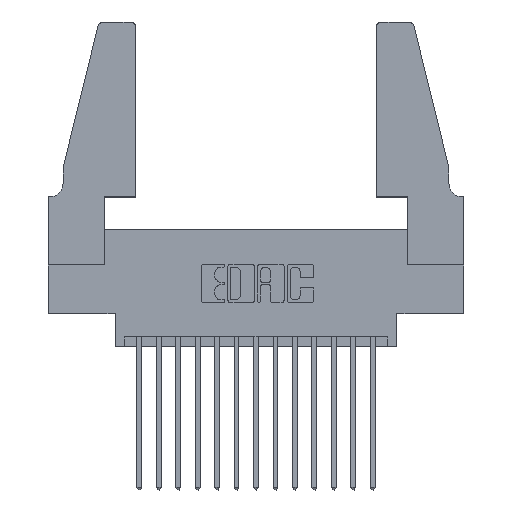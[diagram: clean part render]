
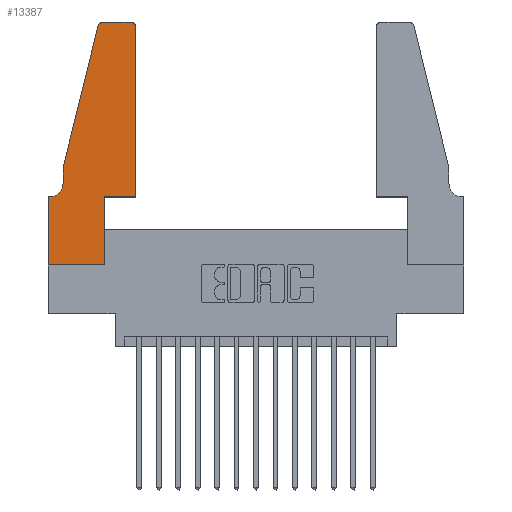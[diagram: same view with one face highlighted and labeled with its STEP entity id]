
A CAD part, top view. The second image highlights one B-rep face of the part: STEP entity #13387.
In plain terms, the highlighted planar face has unit normal (0, 0, 1).
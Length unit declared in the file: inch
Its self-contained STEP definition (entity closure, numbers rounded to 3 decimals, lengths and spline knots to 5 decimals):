
#357 = DIRECTION ( 'NONE',  ( 0., -1., 0. ) ) ;
#360 = CARTESIAN_POINT ( 'NONE',  ( 0., 0., 0.37 ) ) ;
#439 = EDGE_CURVE ( 'NONE', #15651, #12766, #16279, .T. ) ;
#507 = DIRECTION ( 'NONE',  ( 1., 0., 0. ) ) ;
#546 = VECTOR ( 'NONE', #1840, 39.37008 ) ;
#550 = AXIS2_PLACEMENT_3D ( 'NONE', #15680, #8214, #507 ) ;
#967 = CARTESIAN_POINT ( 'NONE',  ( 0.0755, 0.5, 0.37 ) ) ;
#1840 = DIRECTION ( 'NONE',  ( 0., 1., 0. ) ) ;
#1990 = CARTESIAN_POINT ( 'NONE',  ( 0.0755, 0.35, 0.37 ) ) ;
#2149 = EDGE_CURVE ( 'NONE', #4641, #9374, #9014, .T. ) ;
#2283 = CARTESIAN_POINT ( 'NONE',  ( 0.4505, 1.22, 0.37 ) ) ;
#2299 = VECTOR ( 'NONE', #7161, 39.37008 ) ;
#2304 = CARTESIAN_POINT ( 'NONE',  ( 0.0055, 0.35, 0.37 ) ) ;
#2422 = DIRECTION ( 'NONE',  ( 0., 0., 1. ) ) ;
#2493 = AXIS2_PLACEMENT_3D ( 'NONE', #8329, #5820, #14606 ) ;
#2886 = DIRECTION ( 'NONE',  ( 0., 1., 0. ) ) ;
#3482 = VECTOR ( 'NONE', #2886, 39.37008 ) ;
#3642 = CARTESIAN_POINT ( 'NONE',  ( 0.25487, 1.22718, 0.37 ) ) ;
#4143 = CARTESIAN_POINT ( 'NONE',  ( 0.0755, 0.5, 0.37 ) ) ;
#4157 = DIRECTION ( 'NONE',  ( 0., 0., -1. ) ) ;
#4164 = ORIENTED_EDGE ( 'NONE', *, *, #439, .T. ) ;
#4183 = ORIENTED_EDGE ( 'NONE', *, *, #2149, .T. ) ;
#4284 = VERTEX_POINT ( 'NONE', #14198 ) ;
#4463 = ORIENTED_EDGE ( 'NONE', *, *, #13648, .T. ) ;
#4464 = ORIENTED_EDGE ( 'NONE', *, *, #7080, .T. ) ;
#4477 = ORIENTED_EDGE ( 'NONE', *, *, #9294, .T. ) ;
#4641 = VERTEX_POINT ( 'NONE', #15034 ) ;
#4744 = ORIENTED_EDGE ( 'NONE', *, *, #10966, .T. ) ;
#4972 = AXIS2_PLACEMENT_3D ( 'NONE', #11713, #4157, #12961 ) ;
#5009 = CARTESIAN_POINT ( 'NONE',  ( 0.2865, 0., 0.37 ) ) ;
#5225 = VECTOR ( 'NONE', #357, 39.37008 ) ;
#5741 = LINE ( 'NONE', #1990, #2299 ) ;
#5820 = DIRECTION ( 'NONE',  ( 0., 0., 1. ) ) ;
#5872 = LINE ( 'NONE', #13492, #8844 ) ;
#5960 = DIRECTION ( 'NONE',  ( 1., 0., 0. ) ) ;
#6108 = DIRECTION ( 'NONE',  ( -0.239, -0.971, 0. ) ) ;
#6124 = VERTEX_POINT ( 'NONE', #14146 ) ;
#6133 = ORIENTED_EDGE ( 'NONE', *, *, #7215, .T. ) ;
#6195 = LINE ( 'NONE', #10905, #16184 ) ;
#6411 = ORIENTED_EDGE ( 'NONE', *, *, #11893, .T. ) ;
#6469 = CARTESIAN_POINT ( 'NONE',  ( 0.2605, 1.25, 0.37 ) ) ;
#7080 = EDGE_CURVE ( 'NONE', #9850, #4284, #12572, .T. ) ;
#7161 = DIRECTION ( 'NONE',  ( -1., 0., 0. ) ) ;
#7215 = EDGE_CURVE ( 'NONE', #14287, #6124, #9846, .T. ) ;
#7495 = EDGE_CURVE ( 'NONE', #9374, #14287, #5872, .T. ) ;
#7579 = DIRECTION ( 'NONE',  ( 0., -1., 0. ) ) ;
#7997 = ORIENTED_EDGE ( 'NONE', *, *, #9229, .T. ) ;
#8214 = DIRECTION ( 'NONE',  ( 0., 0., 1. ) ) ;
#8329 = CARTESIAN_POINT ( 'NONE',  ( 0., 0.35, 0.37 ) ) ;
#8394 = ORIENTED_EDGE ( 'NONE', *, *, #15096, .T. ) ;
#8748 = LINE ( 'NONE', #967, #11311 ) ;
#8844 = VECTOR ( 'NONE', #5960, 39.37008 ) ;
#8964 = CIRCLE ( 'NONE', #13543, 0.03 ) ;
#9014 = LINE ( 'NONE', #360, #5225 ) ;
#9229 = EDGE_CURVE ( 'NONE', #10317, #10329, #13683, .T. ) ;
#9267 = VECTOR ( 'NONE', #14002, 39.37008 ) ;
#9294 = EDGE_CURVE ( 'NONE', #6124, #10317, #6195, .T. ) ;
#9374 = VERTEX_POINT ( 'NONE', #15679 ) ;
#9519 = CARTESIAN_POINT ( 'NONE',  ( 0.4505, 0.35, 0.37 ) ) ;
#9571 = DIRECTION ( 'NONE',  ( 1., 0., 0. ) ) ;
#9641 = VERTEX_POINT ( 'NONE', #3642 ) ;
#9846 = LINE ( 'NONE', #11765, #3482 ) ;
#9850 = VERTEX_POINT ( 'NONE', #14117 ) ;
#9903 = CARTESIAN_POINT ( 'NONE',  ( 0.4505, 0.35, 0.37 ) ) ;
#10092 = CARTESIAN_POINT ( 'NONE',  ( 0.284, 1.22, 0.37 ) ) ;
#10317 = VERTEX_POINT ( 'NONE', #9903 ) ;
#10329 = VERTEX_POINT ( 'NONE', #2283 ) ;
#10905 = CARTESIAN_POINT ( 'NONE',  ( 0.4505, 0.35, 0.37 ) ) ;
#10966 = EDGE_CURVE ( 'NONE', #9641, #15651, #8748, .T. ) ;
#11045 = ORIENTED_EDGE ( 'NONE', *, *, #14685, .T. ) ;
#11311 = VECTOR ( 'NONE', #6108, 39.37008 ) ;
#11344 = DIRECTION ( 'NONE',  ( 1., 0., 0. ) ) ;
#11713 = CARTESIAN_POINT ( 'NONE',  ( 0.0055, 0.42, 0.37 ) ) ;
#11765 = CARTESIAN_POINT ( 'NONE',  ( 0.2865, 0.35, 0.37 ) ) ;
#11893 = EDGE_CURVE ( 'NONE', #12766, #13620, #15254, .T. ) ;
#11897 = CARTESIAN_POINT ( 'NONE',  ( 0.0755, 0.5, 0.37 ) ) ;
#12274 = ORIENTED_EDGE ( 'NONE', *, *, #7495, .T. ) ;
#12486 = FACE_OUTER_BOUND ( 'NONE', #14401, .T. ) ;
#12572 = LINE ( 'NONE', #6469, #9267 ) ;
#12766 = VERTEX_POINT ( 'NONE', #13381 ) ;
#12961 = DIRECTION ( 'NONE',  ( -1., 0., 0. ) ) ;
#12988 = VECTOR ( 'NONE', #7579, 39.37008 ) ;
#13219 = CIRCLE ( 'NONE', #550, 0.03 ) ;
#13356 = PLANE ( 'NONE',  #2493 ) ;
#13381 = CARTESIAN_POINT ( 'NONE',  ( 0.0755, 0.42, 0.37 ) ) ;
#13387 = ADVANCED_FACE ( 'NONE', ( #12486 ), #13356, .T. ) ;
#13492 = CARTESIAN_POINT ( 'NONE',  ( 0., 0., 0.37 ) ) ;
#13543 = AXIS2_PLACEMENT_3D ( 'NONE', #10092, #2422, #11344 ) ;
#13620 = VERTEX_POINT ( 'NONE', #2304 ) ;
#13648 = EDGE_CURVE ( 'NONE', #4284, #9641, #8964, .T. ) ;
#13683 = LINE ( 'NONE', #9519, #546 ) ;
#14002 = DIRECTION ( 'NONE',  ( -1., 0., 0. ) ) ;
#14117 = CARTESIAN_POINT ( 'NONE',  ( 0.4205, 1.25, 0.37 ) ) ;
#14146 = CARTESIAN_POINT ( 'NONE',  ( 0.2865, 0.35, 0.37 ) ) ;
#14198 = CARTESIAN_POINT ( 'NONE',  ( 0.284, 1.25, 0.37 ) ) ;
#14287 = VERTEX_POINT ( 'NONE', #5009 ) ;
#14401 = EDGE_LOOP ( 'NONE', ( #4464, #4463, #4744, #4164, #6411, #11045, #4183, #12274, #6133, #4477, #7997, #8394 ) ) ;
#14606 = DIRECTION ( 'NONE',  ( 1., 0., 0. ) ) ;
#14685 = EDGE_CURVE ( 'NONE', #13620, #4641, #5741, .T. ) ;
#15034 = CARTESIAN_POINT ( 'NONE',  ( 0., 0.35, 0.37 ) ) ;
#15096 = EDGE_CURVE ( 'NONE', #10329, #9850, #13219, .T. ) ;
#15254 = CIRCLE ( 'NONE', #4972, 0.07 ) ;
#15651 = VERTEX_POINT ( 'NONE', #4143 ) ;
#15679 = CARTESIAN_POINT ( 'NONE',  ( 0., 0., 0.37 ) ) ;
#15680 = CARTESIAN_POINT ( 'NONE',  ( 0.4205, 1.22, 0.37 ) ) ;
#16184 = VECTOR ( 'NONE', #9571, 39.37008 ) ;
#16279 = LINE ( 'NONE', #11897, #12988 ) ;
